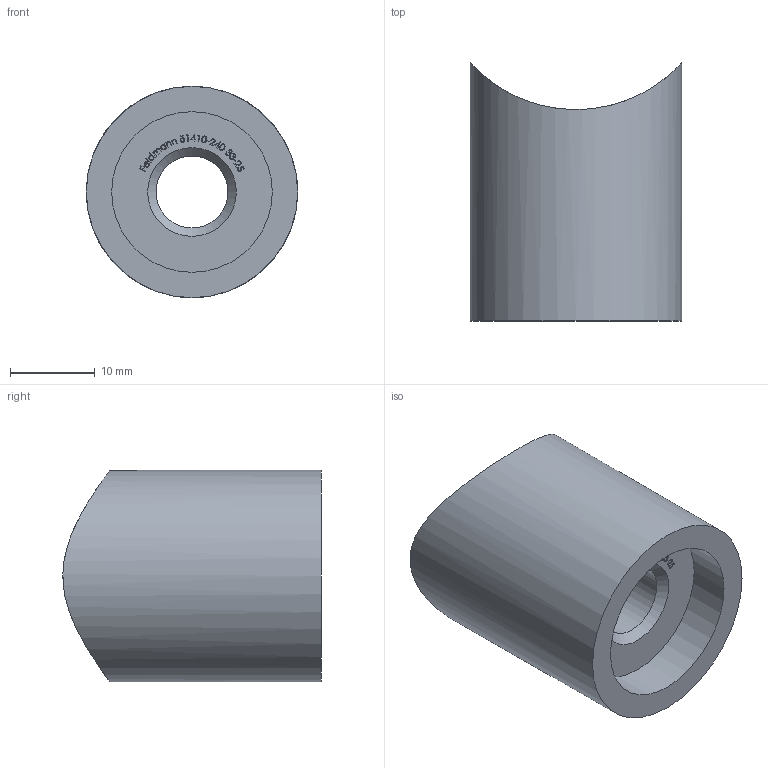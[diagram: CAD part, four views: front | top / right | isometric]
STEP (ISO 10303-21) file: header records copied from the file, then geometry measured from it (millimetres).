
FILE_DESCRIPTION (( 'STEP AP203' ), '1' );
FILE_NAME ('51410-240-33-25.step', '2023-09-19T08:42:16', ( '' ), ( '' ), 'SwSTEP 2.0', 'SolidWorks 2018', '' );
FILE_SCHEMA (( 'CONFIG_CONTROL_DESIGN' ));
Length unit declared in the file: millimetre
Products named in the file (1): 51410-240-33-25
Bounding box: 25 x 30.55 x 25 mm (x, y, z)
Volume: 8976.7 mm3; surface area: 4131.5 mm2
Topology: 1 solids, 1 shells, 296 faces, 786 edges, 524 vertices
Faces by surface type: plane 167, bspline 122, cylinder 5, cone 2
Full cylindrical faces by diameter (mm): 8.5 x1, 19 x2, 25 x1
Entity records: 15993 total; most frequent: CARTESIAN_POINT 9417, ORIENTED_EDGE 1556, DIRECTION 890, EDGE_CURVE 778, LINE 524, VECTOR 524, VERTEX_POINT 522, EDGE_LOOP 336
